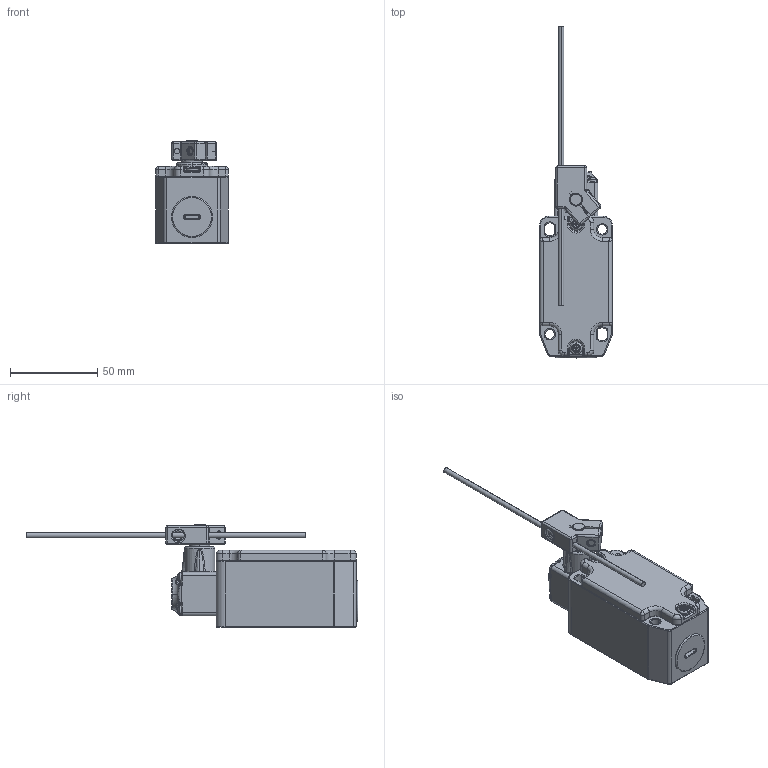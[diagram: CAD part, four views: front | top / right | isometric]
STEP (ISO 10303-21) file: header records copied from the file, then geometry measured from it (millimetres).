
FILE_DESCRIPTION (( 'STEP AP203' ), '1' );
FILE_NAME ('175-HLM-SS (Lever Arm) (STEP format).STEP', '2016-10-19T14:00:27', ( '' ), ( '' ), 'SwSTEP 2.0', 'SolidWorks 2015', '' );
FILE_SCHEMA (( 'CONFIG_CONTROL_DESIGN' ));
Products named in the file (1): 175-HLM-SS (Lever Arm) (STEP format)
Bounding box: 41.6 x 189.8 x 58.6 mm (x, y, z)
Volume: 79881.7 mm3; surface area: 54409.9 mm2
Topology: 15 solids, 15 shells, 2815 faces, 6485 edges, 3710 vertices
Faces by surface type: cone 976, plane 704, cylinder 649, torus 255, bspline 197, sphere 34
Entity records: 96784 total; most frequent: CARTESIAN_POINT 34409, DIRECTION 13458, ORIENTED_EDGE 12834, EDGE_CURVE 6417, AXIS2_PLACEMENT_3D 5224, VERTEX_POINT 3710, LINE 3010, VECTOR 3010
